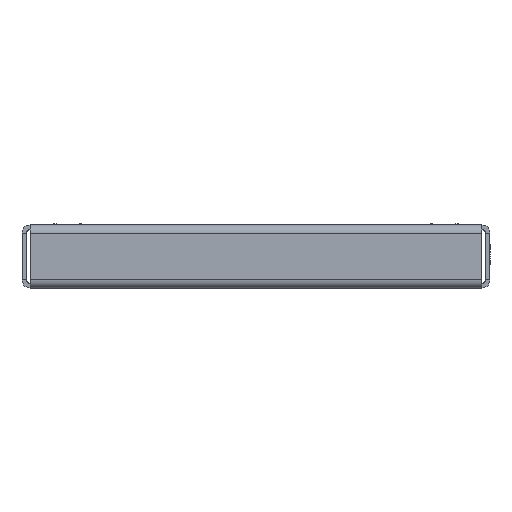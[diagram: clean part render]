
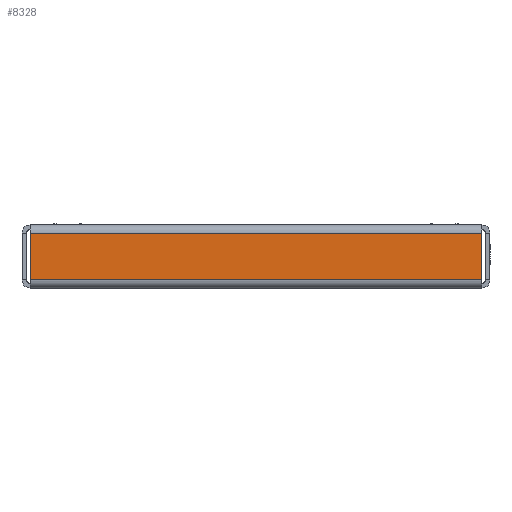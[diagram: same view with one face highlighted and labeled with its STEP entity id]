
A CAD part, front view. The second image highlights one B-rep face of the part: STEP entity #8328.
In plain terms, the highlighted planar face has unit normal (0, -1, 0).
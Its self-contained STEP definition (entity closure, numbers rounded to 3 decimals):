
#71 = CARTESIAN_POINT ( 'NONE',  ( -96.5, -3.5, 0. ) ) ;
#260 = ORIENTED_EDGE ( 'NONE', *, *, #31474, .T. ) ;
#713 = CARTESIAN_POINT ( 'NONE',  ( 96.5, -3.5, 0. ) ) ;
#1678 = CARTESIAN_POINT ( 'NONE',  ( 96.5, -3.5, -3.5 ) ) ;
#1789 = CARTESIAN_POINT ( 'NONE',  ( -96.5, -3.5, -3.5 ) ) ;
#2258 = CARTESIAN_POINT ( 'NONE',  ( 96.5, -3.5, -3.5 ) ) ;
#2361 = CARTESIAN_POINT ( 'NONE',  ( -96.5, -3.5, -23.5 ) ) ;
#2813 = VERTEX_POINT ( 'NONE', #20614 ) ;
#6752 = VERTEX_POINT ( 'NONE', #25581 ) ;
#8328 = ADVANCED_FACE ( 'NONE', ( #27378 ), #12539, .F. ) ;
#8775 = AXIS2_PLACEMENT_3D ( 'NONE', #27711, #15123, #10463 ) ;
#9334 = ORIENTED_EDGE ( 'NONE', *, *, #28012, .T. ) ;
#9786 = LINE ( 'NONE', #2361, #14322 ) ;
#10463 = DIRECTION ( 'NONE',  ( 0., 0., 1. ) ) ;
#12539 = PLANE ( 'NONE',  #8775 ) ;
#13290 = EDGE_CURVE ( 'NONE', #6752, #2813, #9786, .T. ) ;
#14322 = VECTOR ( 'NONE', #19469, 1000. ) ;
#14447 = VECTOR ( 'NONE', #31743, 1000. ) ;
#14526 = VERTEX_POINT ( 'NONE', #1678 ) ;
#14609 = VECTOR ( 'NONE', #27621, 1000. ) ;
#15123 = DIRECTION ( 'NONE',  ( 0., 1., 0. ) ) ;
#16205 = VERTEX_POINT ( 'NONE', #1789 ) ;
#17395 = LINE ( 'NONE', #2258, #14447 ) ;
#17629 = LINE ( 'NONE', #713, #14609 ) ;
#19469 = DIRECTION ( 'NONE',  ( 1., 0., 0. ) ) ;
#19728 = LINE ( 'NONE', #71, #25353 ) ;
#20614 = CARTESIAN_POINT ( 'NONE',  ( 96.5, -3.5, -23.5 ) ) ;
#23832 = EDGE_CURVE ( 'NONE', #16205, #14526, #17395, .T. ) ;
#24406 = DIRECTION ( 'NONE',  ( 0., 0., -1. ) ) ;
#25353 = VECTOR ( 'NONE', #24406, 1000. ) ;
#25581 = CARTESIAN_POINT ( 'NONE',  ( -96.5, -3.5, -23.5 ) ) ;
#25606 = ORIENTED_EDGE ( 'NONE', *, *, #23832, .F. ) ;
#25676 = ORIENTED_EDGE ( 'NONE', *, *, #13290, .T. ) ;
#27378 = FACE_OUTER_BOUND ( 'NONE', #29747, .T. ) ;
#27621 = DIRECTION ( 'NONE',  ( 0., 0., 1. ) ) ;
#27711 = CARTESIAN_POINT ( 'NONE',  ( 0., -3.5, 0. ) ) ;
#28012 = EDGE_CURVE ( 'NONE', #16205, #6752, #19728, .T. ) ;
#29747 = EDGE_LOOP ( 'NONE', ( #25676, #260, #25606, #9334 ) ) ;
#31474 = EDGE_CURVE ( 'NONE', #2813, #14526, #17629, .T. ) ;
#31743 = DIRECTION ( 'NONE',  ( 1., 0., 0. ) ) ;
